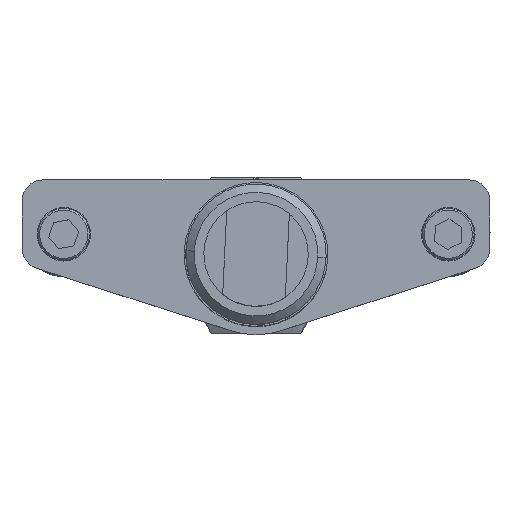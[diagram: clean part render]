
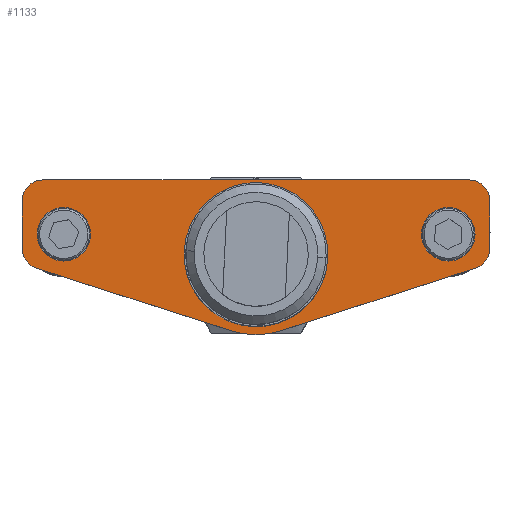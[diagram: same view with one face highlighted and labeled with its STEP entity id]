
A CAD part, top view. The second image highlights one B-rep face of the part: STEP entity #1133.
In plain terms, the highlighted planar face has unit normal (0, 0, 1).
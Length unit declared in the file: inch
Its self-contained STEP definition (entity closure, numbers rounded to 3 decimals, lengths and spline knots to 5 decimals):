
#123=CARTESIAN_POINT('',(0.325,0.025,0.0935));
#124=VERTEX_POINT('',#123);
#140=CARTESIAN_POINT('',(-0.325,0.025,0.0935));
#141=VERTEX_POINT('',#140);
#148=CARTESIAN_POINT('',(0.0,0.025,0.0935));
#149=DIRECTION('',(0.0,0.0,-1.0));
#150=DIRECTION('',(1.0,0.0,0.0));
#151=AXIS2_PLACEMENT_3D('',#148,#149,#150);
#152=CIRCLE('',#151,0.325);
#153=EDGE_CURVE('',#124,#141,#152,.T.);
#249=CARTESIAN_POINT('',(-0.9905,0.15,0.0935));
#250=VERTEX_POINT('',#249);
#266=CARTESIAN_POINT('',(-1.3105,0.15,0.0935));
#267=VERTEX_POINT('',#266);
#274=CARTESIAN_POINT('',(-1.1505,0.15,0.0935));
#275=DIRECTION('',(0.0,0.0,-1.0));
#276=DIRECTION('',(1.0,0.0,0.0));
#277=AXIS2_PLACEMENT_3D('',#274,#275,#276);
#278=CIRCLE('',#277,0.16);
#279=EDGE_CURVE('',#250,#267,#278,.T.);
#333=CARTESIAN_POINT('',(0.9905,0.15,0.0935));
#334=VERTEX_POINT('',#333);
#350=CARTESIAN_POINT('',(1.3105,0.15,0.0935));
#351=VERTEX_POINT('',#350);
#358=CARTESIAN_POINT('',(1.1505,0.15,0.0935));
#359=DIRECTION('',(0.0,0.0,-1.0));
#360=DIRECTION('',(-1.0,0.0,0.0));
#361=AXIS2_PLACEMENT_3D('',#358,#359,#360);
#362=CIRCLE('',#361,0.16);
#363=EDGE_CURVE('',#334,#351,#362,.T.);
#373=CARTESIAN_POINT('',(-1.37601,-0.00751,0.0935));
#374=VERTEX_POINT('',#373);
#383=CARTESIAN_POINT('',(-1.4,0.06612,0.0935));
#384=VERTEX_POINT('',#383);
#385=CARTESIAN_POINT('',(-1.275,0.06612,0.0935));
#386=DIRECTION('',(0.0,0.0,-1.));
#387=DIRECTION('',(-0.808,-0.589,0.0));
#388=AXIS2_PLACEMENT_3D('',#385,#386,#387);
#389=CIRCLE('',#388,0.125);
#390=EDGE_CURVE('',#374,#384,#389,.T.);
#417=CARTESIAN_POINT('',(0.,-0.44981,0.0935));
#418=VERTEX_POINT('',#417);
#434=CARTESIAN_POINT('',(0.153,-0.42582,0.0935));
#435=VERTEX_POINT('',#434);
#442=CARTESIAN_POINT('',(0.,0.05019,0.0935));
#443=DIRECTION('',(0.0,0.0,-1.0));
#444=DIRECTION('',(0.0,-1.0,0.0));
#445=AXIS2_PLACEMENT_3D('',#442,#443,#444);
#446=CIRCLE('',#445,0.5);
#447=EDGE_CURVE('',#435,#418,#446,.T.);
#459=CARTESIAN_POINT('',(1.37601,-0.00751,0.0935));
#460=VERTEX_POINT('',#459);
#476=CARTESIAN_POINT('',(1.4,0.06612,0.0935));
#477=VERTEX_POINT('',#476);
#484=CARTESIAN_POINT('',(1.275,0.06612,0.0935));
#485=DIRECTION('',(0.0,0.0,-1.0));
#486=DIRECTION('',(0.808,-0.589,0.0));
#487=AXIS2_PLACEMENT_3D('',#484,#485,#486);
#488=CIRCLE('',#487,0.125);
#489=EDGE_CURVE('',#477,#460,#488,.T.);
#499=CARTESIAN_POINT('',(1.36339,0.43839,0.0935));
#500=VERTEX_POINT('',#499);
#509=CARTESIAN_POINT('',(1.4,0.35,0.0935));
#510=VERTEX_POINT('',#509);
#511=CARTESIAN_POINT('',(1.275,0.35,0.0935));
#512=DIRECTION('',(0.0,0.0,-1.));
#513=DIRECTION('',(0.707,0.707,0.0));
#514=AXIS2_PLACEMENT_3D('',#511,#512,#513);
#515=CIRCLE('',#514,0.125);
#516=EDGE_CURVE('',#500,#510,#515,.T.);
#543=CARTESIAN_POINT('',(-1.36339,0.43839,0.0935));
#544=VERTEX_POINT('',#543);
#560=CARTESIAN_POINT('',(-1.4,0.35,0.0935));
#561=VERTEX_POINT('',#560);
#568=CARTESIAN_POINT('',(-1.275,0.35,0.0935));
#569=DIRECTION('',(0.0,0.0,-1.));
#570=DIRECTION('',(-0.707,0.707,0.0));
#571=AXIS2_PLACEMENT_3D('',#568,#569,#570);
#572=CIRCLE('',#571,0.125);
#573=EDGE_CURVE('',#561,#544,#572,.T.);
#584=CARTESIAN_POINT('',(-1.275,0.475,0.0935));
#585=VERTEX_POINT('',#584);
#586=CARTESIAN_POINT('',(-1.275,0.35,0.0935));
#587=DIRECTION('',(0.0,0.0,-1.));
#588=DIRECTION('',(-0.707,0.707,0.0));
#589=AXIS2_PLACEMENT_3D('',#586,#587,#588);
#590=CIRCLE('',#589,0.125);
#591=EDGE_CURVE('',#544,#585,#590,.T.);
#624=CARTESIAN_POINT('',(-1.4,0.06612,0.0935));
#625=DIRECTION('',(0.0,1.0,0.0));
#626=VECTOR('',#625,0.28388);
#627=LINE('',#624,#626);
#628=EDGE_CURVE('',#384,#561,#627,.T.);
#745=CARTESIAN_POINT('',(1.275,0.475,0.0935));
#746=VERTEX_POINT('',#745);
#753=CARTESIAN_POINT('',(1.275,0.35,0.0935));
#754=DIRECTION('',(0.0,0.0,-1.));
#755=DIRECTION('',(0.707,0.707,0.0));
#756=AXIS2_PLACEMENT_3D('',#753,#754,#755);
#757=CIRCLE('',#756,0.125);
#758=EDGE_CURVE('',#746,#500,#757,.T.);
#769=CARTESIAN_POINT('',(1.4,0.35,0.0935));
#770=DIRECTION('',(0.0,-1.0,0.0));
#771=VECTOR('',#770,0.28388);
#772=LINE('',#769,#771);
#773=EDGE_CURVE('',#510,#477,#772,.T.);
#786=CARTESIAN_POINT('',(1.31325,-0.05288,0.0935));
#787=VERTEX_POINT('',#786);
#788=CARTESIAN_POINT('',(1.275,0.06612,0.0935));
#789=DIRECTION('',(0.0,0.0,-1.0));
#790=DIRECTION('',(0.808,-0.589,0.0));
#791=AXIS2_PLACEMENT_3D('',#788,#789,#790);
#792=CIRCLE('',#791,0.125);
#793=EDGE_CURVE('',#460,#787,#792,.T.);
#811=CARTESIAN_POINT('',(-0.153,-0.42582,0.0935));
#812=VERTEX_POINT('',#811);
#813=CARTESIAN_POINT('',(0.,0.05019,0.0935));
#814=DIRECTION('',(0.0,0.0,-1.0));
#815=DIRECTION('',(0.0,-1.0,0.0));
#816=AXIS2_PLACEMENT_3D('',#813,#814,#815);
#817=CIRCLE('',#816,0.5);
#818=EDGE_CURVE('',#418,#812,#817,.T.);
#836=CARTESIAN_POINT('',(-1.31325,-0.05288,0.0935));
#837=VERTEX_POINT('',#836);
#838=CARTESIAN_POINT('',(-0.153,-0.42582,0.0935));
#839=DIRECTION('',(-0.952,0.306,0.0));
#840=VECTOR('',#839,1.21871);
#841=LINE('',#838,#840);
#842=EDGE_CURVE('',#812,#837,#841,.T.);
#862=CARTESIAN_POINT('',(-1.275,0.06612,0.0935));
#863=DIRECTION('',(0.0,0.0,-1.));
#864=DIRECTION('',(-0.808,-0.589,0.0));
#865=AXIS2_PLACEMENT_3D('',#862,#863,#864);
#866=CIRCLE('',#865,0.125);
#867=EDGE_CURVE('',#837,#374,#866,.T.);
#878=CARTESIAN_POINT('',(1.31325,-0.05288,0.0935));
#879=DIRECTION('',(-0.952,-0.306,0.0));
#880=VECTOR('',#879,1.21871);
#881=LINE('',#878,#880);
#882=EDGE_CURVE('',#787,#435,#881,.T.);
#921=CARTESIAN_POINT('',(1.1505,0.15,0.0935));
#922=DIRECTION('',(0.0,0.0,-1.0));
#923=DIRECTION('',(-1.0,0.0,0.0));
#924=AXIS2_PLACEMENT_3D('',#921,#922,#923);
#925=CIRCLE('',#924,0.16);
#926=EDGE_CURVE('',#351,#334,#925,.T.);
#998=CARTESIAN_POINT('',(-1.1505,0.15,0.0935));
#999=DIRECTION('',(0.0,0.0,-1.0));
#1000=DIRECTION('',(1.0,0.0,0.0));
#1001=AXIS2_PLACEMENT_3D('',#998,#999,#1000);
#1002=CIRCLE('',#1001,0.16);
#1003=EDGE_CURVE('',#267,#250,#1002,.T.);
#1070=CARTESIAN_POINT('',(0.0,0.025,0.0935));
#1071=DIRECTION('',(0.0,0.0,-1.0));
#1072=DIRECTION('',(1.0,0.0,0.0));
#1073=AXIS2_PLACEMENT_3D('',#1070,#1071,#1072);
#1074=CIRCLE('',#1073,0.325);
#1075=EDGE_CURVE('',#141,#124,#1074,.T.);
#1088=CARTESIAN_POINT('',(-1.275,0.475,0.0935));
#1089=DIRECTION('',(1.0,0.0,0.0));
#1090=VECTOR('',#1089,2.55);
#1091=LINE('',#1088,#1090);
#1092=EDGE_CURVE('',#585,#746,#1091,.T.);
#1099=CARTESIAN_POINT('',(0.,0.,0.0935));
#1100=DIRECTION('',(0.0,0.0,1.0));
#1101=DIRECTION('',(1.0,0.0,0.0));
#1102=AXIS2_PLACEMENT_3D('',#1099,#1100,#1101);
#1103=PLANE('',#1102);
#1104=ORIENTED_EDGE('',*,*,#573,.F.);
#1105=ORIENTED_EDGE('',*,*,#628,.F.);
#1106=ORIENTED_EDGE('',*,*,#390,.F.);
#1107=ORIENTED_EDGE('',*,*,#867,.F.);
#1108=ORIENTED_EDGE('',*,*,#842,.F.);
#1109=ORIENTED_EDGE('',*,*,#818,.F.);
#1110=ORIENTED_EDGE('',*,*,#447,.F.);
#1111=ORIENTED_EDGE('',*,*,#882,.F.);
#1112=ORIENTED_EDGE('',*,*,#793,.F.);
#1113=ORIENTED_EDGE('',*,*,#489,.F.);
#1114=ORIENTED_EDGE('',*,*,#773,.F.);
#1115=ORIENTED_EDGE('',*,*,#516,.F.);
#1116=ORIENTED_EDGE('',*,*,#758,.F.);
#1117=ORIENTED_EDGE('',*,*,#1092,.F.);
#1118=ORIENTED_EDGE('',*,*,#591,.F.);
#1119=EDGE_LOOP('',(#1104,#1105,#1106,#1107,#1108,#1109,#1110,#1111,#1112,#1113,#1114,#1115,#1116,#1117,#1118));
#1120=FACE_OUTER_BOUND('',#1119,.T.);
#1121=ORIENTED_EDGE('',*,*,#363,.T.);
#1122=ORIENTED_EDGE('',*,*,#926,.T.);
#1123=EDGE_LOOP('',(#1121,#1122));
#1124=FACE_BOUND('',#1123,.T.);
#1125=ORIENTED_EDGE('',*,*,#279,.T.);
#1126=ORIENTED_EDGE('',*,*,#1003,.T.);
#1127=EDGE_LOOP('',(#1125,#1126));
#1128=FACE_BOUND('',#1127,.T.);
#1129=ORIENTED_EDGE('',*,*,#153,.T.);
#1130=ORIENTED_EDGE('',*,*,#1075,.T.);
#1131=EDGE_LOOP('',(#1129,#1130));
#1132=FACE_BOUND('',#1131,.T.);
#1133=ADVANCED_FACE('',(#1120,#1124,#1128,#1132),#1103,.T.);
